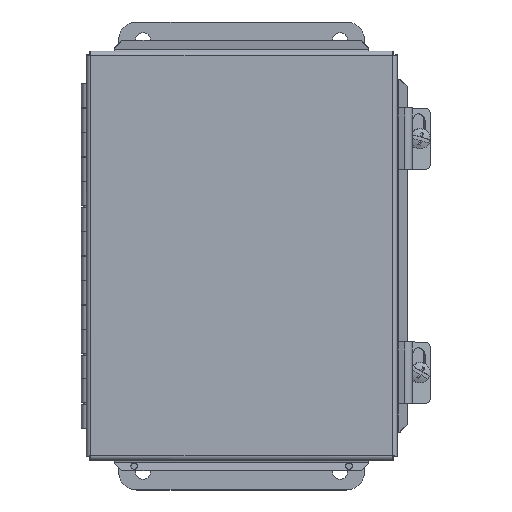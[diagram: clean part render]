
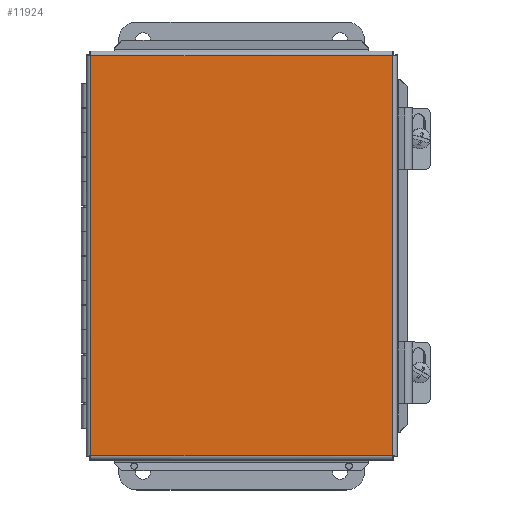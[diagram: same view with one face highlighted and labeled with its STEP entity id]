
A CAD part, top view. The second image highlights one B-rep face of the part: STEP entity #11924.
In plain terms, the highlighted face is planar.
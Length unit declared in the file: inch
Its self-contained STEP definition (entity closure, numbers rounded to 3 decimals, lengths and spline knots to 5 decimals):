
#11243=CARTESIAN_POINT('',(6.21675,0.09325,0.));
#11244=VERTEX_POINT('',#11243);
#11255=CARTESIAN_POINT('',(6.21675,8.21675,0.));
#11256=VERTEX_POINT('',#11255);
#11257=CARTESIAN_POINT('',(6.21675,8.21675,0.));
#11258=DIRECTION('',(0.0,-1.0,0.0));
#11259=VECTOR('',#11258,8.1235);
#11260=LINE('',#11257,#11259);
#11261=EDGE_CURVE('',#11256,#11244,#11260,.T.);
#11421=CARTESIAN_POINT('',(0.09325,0.09325,0.));
#11422=VERTEX_POINT('',#11421);
#11433=CARTESIAN_POINT('',(6.21675,0.09325,0.));
#11434=DIRECTION('',(-1.0,0.0,0.0));
#11435=VECTOR('',#11434,6.1235);
#11436=LINE('',#11433,#11435);
#11437=EDGE_CURVE('',#11244,#11422,#11436,.T.);
#11590=CARTESIAN_POINT('',(0.09325,8.21675,0.));
#11591=VERTEX_POINT('',#11590);
#11602=CARTESIAN_POINT('',(0.09325,0.09325,0.));
#11603=DIRECTION('',(0.0,1.0,0.0));
#11604=VECTOR('',#11603,8.1235);
#11605=LINE('',#11602,#11604);
#11606=EDGE_CURVE('',#11422,#11591,#11605,.T.);
#11769=CARTESIAN_POINT('',(0.09325,8.21675,0.));
#11770=DIRECTION('',(1.0,0.0,0.0));
#11771=VECTOR('',#11770,6.1235);
#11772=LINE('',#11769,#11771);
#11773=EDGE_CURVE('',#11591,#11256,#11772,.T.);
#11913=CARTESIAN_POINT('',(3.155,4.155,0.));
#11914=DIRECTION('',(0.0,0.0,1.0));
#11915=DIRECTION('',(1.0,0.0,0.0));
#11916=AXIS2_PLACEMENT_3D('',#11913,#11914,#11915);
#11917=PLANE('',#11916);
#11918=ORIENTED_EDGE('',*,*,#11261,.T.);
#11919=ORIENTED_EDGE('',*,*,#11437,.T.);
#11920=ORIENTED_EDGE('',*,*,#11606,.T.);
#11921=ORIENTED_EDGE('',*,*,#11773,.T.);
#11922=EDGE_LOOP('',(#11918,#11919,#11920,#11921));
#11923=FACE_OUTER_BOUND('',#11922,.T.);
#11924=ADVANCED_FACE('',(#11923),#11917,.F.);
